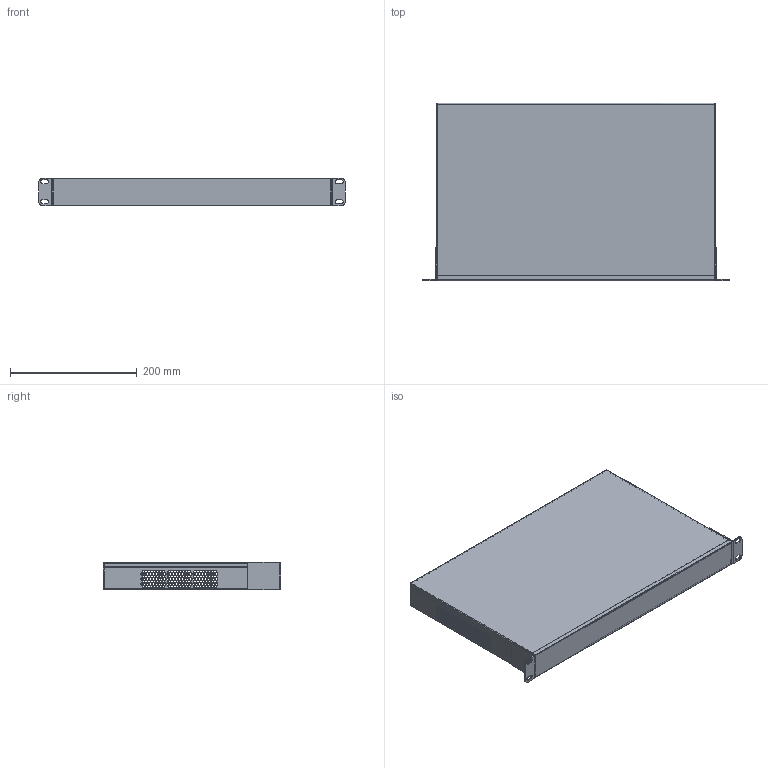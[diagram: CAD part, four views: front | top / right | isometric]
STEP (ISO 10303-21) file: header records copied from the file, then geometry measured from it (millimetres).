
FILE_DESCRIPTION(('FreeCAD Model'),'2;1');
FILE_NAME('Open CASCADE Shape Model','2026-02-17T18:00:41',(''),(''), 'Open CASCADE STEP processor 7.6','FreeCAD','Unknown');
FILE_SCHEMA(('AUTOMOTIVE_DESIGN { 1 0 10303 214 1 1 1 1 }'));
Length unit declared in the file: millimetre
Products named in the file (7): Unnamed; Da Box; Lid; Front Panel; 1U ears; Left Ear006; Right Ear006
Assembly tree (6 placements, depth 3):
  Unnamed
    Da Box
    Lid
    Front Panel
    1U ears
      Left Ear006
      Right Ear006
Bounding box: 484 x 280 x 43.66 mm (x, y, z)
Volume: 482225.5 mm3; surface area: 652596.6 mm2
Topology: 5 solids, 5 shells, 472 faces, 1359 edges, 894 vertices
Faces by surface type: cylinder 379, plane 89, sphere 4
Full cylindrical faces by diameter (mm): 4 x354
Entity records: 35584 total; most frequent: CARTESIAN_POINT 6780, DIRECTION 5476, ORIENTED_EDGE 2710, PCURVE 2710, DEFINITIONAL_REPRESENTATION 2710, LINE 2467, VECTOR 2467, EDGE_CURVE 1355
